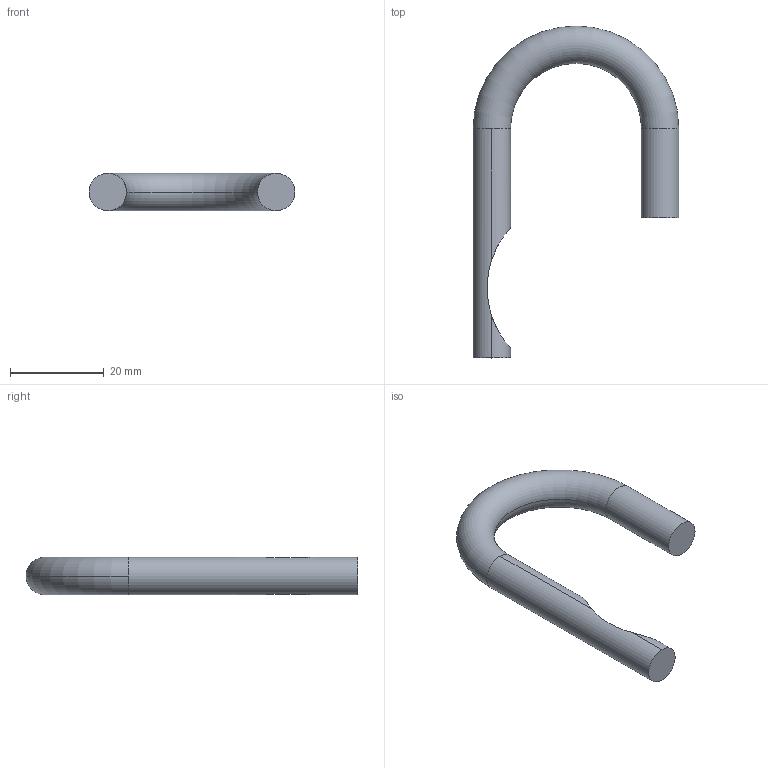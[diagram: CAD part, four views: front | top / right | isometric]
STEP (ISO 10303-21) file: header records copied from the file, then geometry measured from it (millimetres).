
FILE_DESCRIPTION (( 'STEP AP203' ), '1' );
FILE_NAME ('anse.STEP', '2021-09-03T09:32:48', ( '' ), ( '' ), 'SwSTEP 2.0', 'SolidWorks 2019', '' );
FILE_SCHEMA (( 'CONFIG_CONTROL_DESIGN' ));
Length unit declared in the file: millimetre
Products named in the file (1): anse
Bounding box: 44 x 71 x 8 mm (x, y, z)
Volume: 5716.6 mm3; surface area: 3144.1 mm2
Topology: 1 solids, 1 shells, 11 faces, 25 edges, 16 vertices
Faces by surface type: cylinder 7, torus 2, plane 2
Entity records: 490 total; most frequent: CARTESIAN_POINT 163, DIRECTION 55, ORIENTED_EDGE 50, EDGE_CURVE 25, AXIS2_PLACEMENT_3D 24, VERTEX_POINT 16, CIRCLE 12, EDGE_LOOP 11
